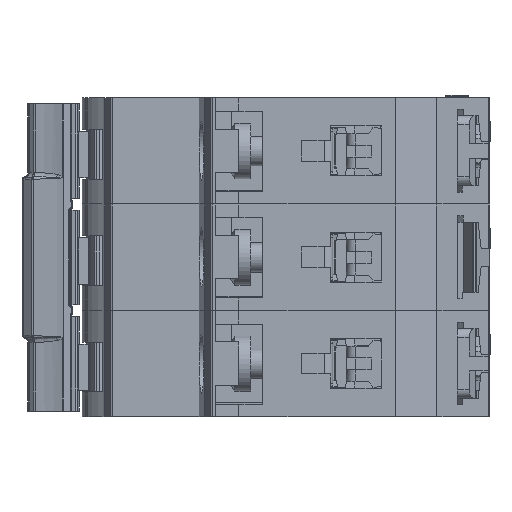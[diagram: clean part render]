
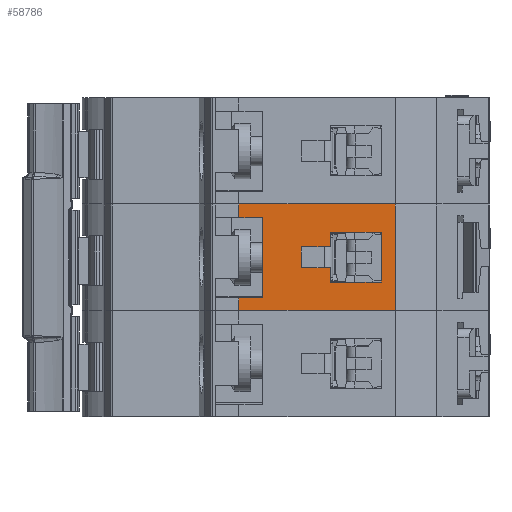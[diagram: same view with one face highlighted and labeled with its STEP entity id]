
A CAD part, front view. The second image highlights one B-rep face of the part: STEP entity #58786.
In plain terms, the highlighted planar face has unit normal (0, -1, 0).
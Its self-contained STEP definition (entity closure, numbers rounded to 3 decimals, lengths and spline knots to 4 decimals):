
#2148 = CARTESIAN_POINT ( 'NONE',  ( 0.6929, -1.5945, 1.122 ) ) ;
#4281 = ORIENTED_EDGE ( 'NONE', *, *, #11269, .F. ) ;
#4564 = CARTESIAN_POINT ( 'NONE',  ( 0.2756, -1.5945, 1.0531 ) ) ;
#5531 = CARTESIAN_POINT ( 'NONE',  ( 0.8858, -1.5945, 1.2185 ) ) ;
#5792 = LINE ( 'NONE', #65995, #139466 ) ;
#6207 = EDGE_CURVE ( 'NONE', #59259, #58936, #152039, .T. ) ;
#6236 = DIRECTION ( 'NONE',  ( 0., 0., -1. ) ) ;
#6567 = CARTESIAN_POINT ( 'NONE',  ( 1.3183, -1.5945, 1.0531 ) ) ;
#8305 = LINE ( 'NONE', #9051, #148967 ) ;
#9051 = CARTESIAN_POINT ( 'NONE',  ( 0.4331, -1.5945, 0.7087 ) ) ;
#9163 = CARTESIAN_POINT ( 'NONE',  ( 0.8858, -1.5945, 0.9843 ) ) ;
#9250 = CARTESIAN_POINT ( 'NONE',  ( 0.6929, -1.5945, 0.9843 ) ) ;
#9743 = VECTOR ( 'NONE', #119264, 39.3701 ) ;
#10069 = ORIENTED_EDGE ( 'NONE', *, *, #6207, .F. ) ;
#11269 = EDGE_CURVE ( 'NONE', #58936, #33480, #39558, .T. ) ;
#11626 = ORIENTED_EDGE ( 'NONE', *, *, #115773, .T. ) ;
#12748 = CARTESIAN_POINT ( 'NONE',  ( 0.6929, -1.5945, 1.122 ) ) ;
#13514 = EDGE_CURVE ( 'NONE', #147610, #143379, #17747, .T. ) ;
#15227 = DIRECTION ( 'NONE',  ( 1., 0., 0. ) ) ;
#16977 = CARTESIAN_POINT ( 'NONE',  ( 0.8858, -1.5945, 1.122 ) ) ;
#17619 = CARTESIAN_POINT ( 'NONE',  ( 0.8858, -1.5945, 0.8878 ) ) ;
#17650 = VERTEX_POINT ( 'NONE', #105850 ) ;
#17658 = DIRECTION ( 'NONE',  ( 0., 0., -1. ) ) ;
#17747 = LINE ( 'NONE', #16977, #98475 ) ;
#19556 = LINE ( 'NONE', #55079, #40255 ) ;
#20872 = CARTESIAN_POINT ( 'NONE',  ( 0.8858, -1.5945, 0.9843 ) ) ;
#22674 = EDGE_CURVE ( 'NONE', #38788, #26112, #62349, .T. ) ;
#23771 = DIRECTION ( 'NONE',  ( 1., 0., 0. ) ) ;
#24296 = EDGE_CURVE ( 'NONE', #26220, #49712, #5792, .T. ) ;
#25259 = VERTEX_POINT ( 'NONE', #72090 ) ;
#26112 = VERTEX_POINT ( 'NONE', #46148 ) ;
#26220 = VERTEX_POINT ( 'NONE', #2148 ) ;
#30817 = ORIENTED_EDGE ( 'NONE', *, *, #92458, .T. ) ;
#31350 = ORIENTED_EDGE ( 'NONE', *, *, #127092, .F. ) ;
#31664 = FACE_BOUND ( 'NONE', #130734, .T. ) ;
#32273 = VECTOR ( 'NONE', #75895, 39.3701 ) ;
#32348 = CARTESIAN_POINT ( 'NONE',  ( 0.2756, -1.5945, 1.4075 ) ) ;
#32744 = VECTOR ( 'NONE', #51003, 39.3701 ) ;
#33172 = CARTESIAN_POINT ( 'NONE',  ( 0.2756, -1.5945, 0.7815 ) ) ;
#33480 = VERTEX_POINT ( 'NONE', #142401 ) ;
#34982 = DIRECTION ( 'NONE',  ( -1., 0., 0. ) ) ;
#36719 = CARTESIAN_POINT ( 'NONE',  ( 0.8858, -1.5945, 1.2185 ) ) ;
#36860 = VERTEX_POINT ( 'NONE', #33172 ) ;
#37272 = CARTESIAN_POINT ( 'NONE',  ( 1.2244, -1.5945, 1.2185 ) ) ;
#38788 = VERTEX_POINT ( 'NONE', #121661 ) ;
#39558 = LINE ( 'NONE', #37272, #146409 ) ;
#40255 = VECTOR ( 'NONE', #43471, 39.3701 ) ;
#41792 = LINE ( 'NONE', #5531, #60352 ) ;
#43274 = EDGE_CURVE ( 'NONE', #143379, #26220, #94551, .T. ) ;
#43471 = DIRECTION ( 'NONE',  ( 0., 0., 1. ) ) ;
#43570 = DIRECTION ( 'NONE',  ( 1., 0., 0. ) ) ;
#46148 = CARTESIAN_POINT ( 'NONE',  ( 1.3183, -1.5945, 0.6988 ) ) ;
#46907 = LINE ( 'NONE', #9163, #109110 ) ;
#48096 = VECTOR ( 'NONE', #60545, 39.3701 ) ;
#48789 = EDGE_CURVE ( 'NONE', #49712, #77188, #46907, .T. ) ;
#49712 = VERTEX_POINT ( 'NONE', #9250 ) ;
#51003 = DIRECTION ( 'NONE',  ( 1., 0., 0. ) ) ;
#54703 = CARTESIAN_POINT ( 'NONE',  ( 0.8858, -1.5945, 0.8878 ) ) ;
#55079 = CARTESIAN_POINT ( 'NONE',  ( 0.2756, -1.5945, -3.4903 ) ) ;
#55125 = VERTEX_POINT ( 'NONE', #74535 ) ;
#55386 = DIRECTION ( 'NONE',  ( 0., 0., 1. ) ) ;
#56210 = DIRECTION ( 'NONE',  ( 0., 0., -1. ) ) ;
#58786 = ADVANCED_FACE ( 'NONE', ( #78747, #31664 ), #111204, .T. ) ;
#58936 = VERTEX_POINT ( 'NONE', #117270 ) ;
#59259 = VERTEX_POINT ( 'NONE', #17619 ) ;
#59788 = CARTESIAN_POINT ( 'NONE',  ( 1.3183, -1.5945, 1.0531 ) ) ;
#60352 = VECTOR ( 'NONE', #88840, 39.3701 ) ;
#60545 = DIRECTION ( 'NONE',  ( 0., 0., 1. ) ) ;
#61244 = DIRECTION ( 'NONE',  ( 0., 0., 1. ) ) ;
#62349 = LINE ( 'NONE', #88472, #67991 ) ;
#63206 = EDGE_CURVE ( 'NONE', #121238, #55125, #88742, .T. ) ;
#65233 = DIRECTION ( 'NONE',  ( 0., 0., 1. ) ) ;
#65995 = CARTESIAN_POINT ( 'NONE',  ( 0.6929, -1.5945, 1.122 ) ) ;
#66482 = VECTOR ( 'NONE', #65233, 39.3701 ) ;
#67384 = ORIENTED_EDGE ( 'NONE', *, *, #102331, .T. ) ;
#67991 = VECTOR ( 'NONE', #15227, 39.3701 ) ;
#72043 = CARTESIAN_POINT ( 'NONE',  ( 0., -1.5945, 0.7815 ) ) ;
#72090 = CARTESIAN_POINT ( 'NONE',  ( 0.4331, -1.5945, 0.7815 ) ) ;
#72690 = ORIENTED_EDGE ( 'NONE', *, *, #63206, .F. ) ;
#74535 = CARTESIAN_POINT ( 'NONE',  ( 1.3183, -1.5945, 1.4075 ) ) ;
#75544 = VERTEX_POINT ( 'NONE', #6567 ) ;
#75895 = DIRECTION ( 'NONE',  ( 1., 0., 0. ) ) ;
#76779 = LINE ( 'NONE', #123860, #66482 ) ;
#77188 = VERTEX_POINT ( 'NONE', #20872 ) ;
#77549 = VECTOR ( 'NONE', #34982, 39.3701 ) ;
#78747 = FACE_OUTER_BOUND ( 'NONE', #128227, .T. ) ;
#78825 = VECTOR ( 'NONE', #17658, 39.3701 ) ;
#81573 = CARTESIAN_POINT ( 'NONE',  ( 0.8858, -1.5945, 1.122 ) ) ;
#88472 = CARTESIAN_POINT ( 'NONE',  ( 0.2756, -1.5945, 0.6988 ) ) ;
#88742 = LINE ( 'NONE', #135866, #32744 ) ;
#88840 = DIRECTION ( 'NONE',  ( -1., 0., 0. ) ) ;
#91319 = EDGE_CURVE ( 'NONE', #25259, #36860, #151581, .T. ) ;
#92458 = EDGE_CURVE ( 'NONE', #17650, #142754, #150860, .T. ) ;
#94551 = LINE ( 'NONE', #12748, #9743 ) ;
#96193 = AXIS2_PLACEMENT_3D ( 'NONE', #101132, #98832, #6236 ) ;
#98475 = VECTOR ( 'NONE', #144381, 39.3701 ) ;
#98832 = DIRECTION ( 'NONE',  ( 0., -1., 0. ) ) ;
#101025 = EDGE_CURVE ( 'NONE', #25259, #142754, #8305, .T. ) ;
#101132 = CARTESIAN_POINT ( 'NONE',  ( 1.3189, -1.5945, 1.0531 ) ) ;
#102331 = EDGE_CURVE ( 'NONE', #75544, #55125, #129987, .T. ) ;
#104178 = VECTOR ( 'NONE', #56210, 39.3701 ) ;
#104482 = DIRECTION ( 'NONE',  ( 0., 0., -1. ) ) ;
#105850 = CARTESIAN_POINT ( 'NONE',  ( 0.2756, -1.5945, 1.315 ) ) ;
#106044 = CARTESIAN_POINT ( 'NONE',  ( 0.4331, -1.5945, 1.315 ) ) ;
#109110 = VECTOR ( 'NONE', #23771, 39.3701 ) ;
#110162 = ORIENTED_EDGE ( 'NONE', *, *, #101025, .F. ) ;
#110296 = LINE ( 'NONE', #4564, #78825 ) ;
#111204 = PLANE ( 'NONE',  #96193 ) ;
#113254 = ORIENTED_EDGE ( 'NONE', *, *, #136723, .T. ) ;
#113344 = LINE ( 'NONE', #54703, #104178 ) ;
#113349 = ORIENTED_EDGE ( 'NONE', *, *, #24296, .F. ) ;
#115773 = EDGE_CURVE ( 'NONE', #121238, #17650, #110296, .T. ) ;
#117270 = CARTESIAN_POINT ( 'NONE',  ( 1.2244, -1.5945, 0.8878 ) ) ;
#119256 = ORIENTED_EDGE ( 'NONE', *, *, #91319, .T. ) ;
#119264 = DIRECTION ( 'NONE',  ( -1., 0., 0. ) ) ;
#121238 = VERTEX_POINT ( 'NONE', #32348 ) ;
#121661 = CARTESIAN_POINT ( 'NONE',  ( 0.2756, -1.5945, 0.6988 ) ) ;
#123860 = CARTESIAN_POINT ( 'NONE',  ( 1.3183, -1.5945, -3.4903 ) ) ;
#124494 = CARTESIAN_POINT ( 'NONE',  ( 1.2244, -1.5945, 0.8878 ) ) ;
#125609 = EDGE_CURVE ( 'NONE', #38788, #36860, #19556, .T. ) ;
#127092 = EDGE_CURVE ( 'NONE', #33480, #147610, #41792, .T. ) ;
#128227 = EDGE_LOOP ( 'NONE', ( #30817, #110162, #119256, #138875, #140241, #113254, #67384, #72690, #11626 ) ) ;
#129370 = ORIENTED_EDGE ( 'NONE', *, *, #43274, .F. ) ;
#129987 = LINE ( 'NONE', #59788, #48096 ) ;
#130734 = EDGE_LOOP ( 'NONE', ( #113349, #129370, #140772, #31350, #4281, #10069, #151157, #152184 ) ) ;
#132093 = VECTOR ( 'NONE', #43570, 39.3701 ) ;
#135866 = CARTESIAN_POINT ( 'NONE',  ( 0., -1.5945, 1.4075 ) ) ;
#136723 = EDGE_CURVE ( 'NONE', #26112, #75544, #76779, .T. ) ;
#138875 = ORIENTED_EDGE ( 'NONE', *, *, #125609, .F. ) ;
#139280 = CARTESIAN_POINT ( 'NONE',  ( 1.3189, -1.5945, 1.315 ) ) ;
#139466 = VECTOR ( 'NONE', #104482, 39.3701 ) ;
#140241 = ORIENTED_EDGE ( 'NONE', *, *, #22674, .T. ) ;
#140772 = ORIENTED_EDGE ( 'NONE', *, *, #13514, .F. ) ;
#142401 = CARTESIAN_POINT ( 'NONE',  ( 1.2244, -1.5945, 1.2185 ) ) ;
#142754 = VERTEX_POINT ( 'NONE', #106044 ) ;
#143379 = VERTEX_POINT ( 'NONE', #81573 ) ;
#144381 = DIRECTION ( 'NONE',  ( 0., 0., -1. ) ) ;
#144398 = EDGE_CURVE ( 'NONE', #77188, #59259, #113344, .T. ) ;
#146409 = VECTOR ( 'NONE', #61244, 39.3701 ) ;
#147610 = VERTEX_POINT ( 'NONE', #36719 ) ;
#148967 = VECTOR ( 'NONE', #55386, 39.3701 ) ;
#150860 = LINE ( 'NONE', #139280, #132093 ) ;
#151157 = ORIENTED_EDGE ( 'NONE', *, *, #144398, .F. ) ;
#151581 = LINE ( 'NONE', #72043, #77549 ) ;
#152039 = LINE ( 'NONE', #124494, #32273 ) ;
#152184 = ORIENTED_EDGE ( 'NONE', *, *, #48789, .F. ) ;
